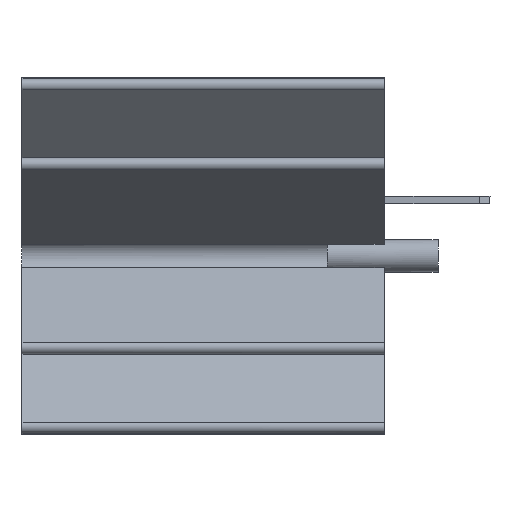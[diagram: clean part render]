
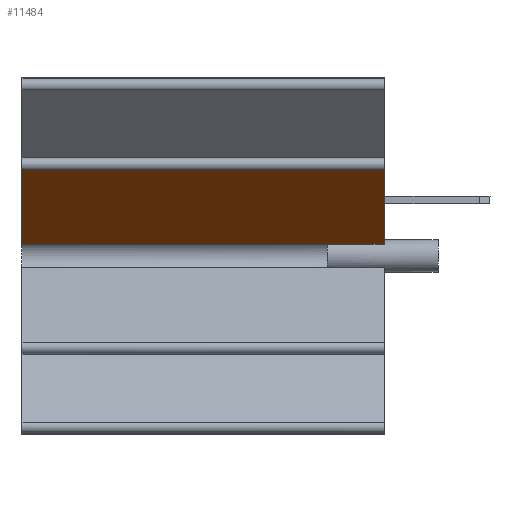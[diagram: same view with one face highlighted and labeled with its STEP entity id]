
A CAD part, left-side view. The second image highlights one B-rep face of the part: STEP entity #11484.
In plain terms, the highlighted planar face has unit normal (-0.596, 0, -0.803).
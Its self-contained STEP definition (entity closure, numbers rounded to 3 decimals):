
#164 = EDGE_CURVE('',#165,#167,#169,.T.);
#165 = VERTEX_POINT('',#166);
#166 = CARTESIAN_POINT('',(-13.48,4.,0.804));
#167 = VERTEX_POINT('',#168);
#168 = CARTESIAN_POINT('',(-13.48,25.5,0.804));
#169 = SURFACE_CURVE('',#170,(#174,#186),.PCURVE_S1.);
#170 = LINE('',#171,#172);
#171 = CARTESIAN_POINT('',(-13.48,63.5,0.804));
#172 = VECTOR('',#173,1.);
#173 = DIRECTION('',(0.,1.,0.));
#174 = PCURVE('',#175,#180);
#175 = CYLINDRICAL_SURFACE('',#176,1.132);
#176 = AXIS2_PLACEMENT_3D('',#177,#178,#179);
#177 = CARTESIAN_POINT('',(-12.682,63.5,0.));
#178 = DIRECTION('',(0.,-1.,0.));
#179 = DIRECTION('',(0.,0.,-1.));
#180 = DEFINITIONAL_REPRESENTATION('',(#181),#185);
#181 = LINE('',#182,#183);
#182 = CARTESIAN_POINT('',(3.923,0.));
#183 = VECTOR('',#184,1.);
#184 = DIRECTION('',(0.,-1.));
#185 = ( GEOMETRIC_REPRESENTATION_CONTEXT(2) 
PARAMETRIC_REPRESENTATION_CONTEXT() REPRESENTATION_CONTEXT('2D SPACE',''
  ) );
#186 = PCURVE('',#187,#192);
#187 = PLANE('',#188);
#188 = AXIS2_PLACEMENT_3D('',#189,#190,#191);
#189 = CARTESIAN_POINT('',(-20.617,63.5,6.095));
#190 = DIRECTION('',(0.595,0.,0.803));
#191 = DIRECTION('',(0.803,0.,-0.595));
#192 = DEFINITIONAL_REPRESENTATION('',(#193),#197);
#193 = LINE('',#194,#195);
#194 = CARTESIAN_POINT('',(8.884,0.));
#195 = VECTOR('',#196,1.);
#196 = DIRECTION('',(0.,1.));
#197 = ( GEOMETRIC_REPRESENTATION_CONTEXT(2) 
PARAMETRIC_REPRESENTATION_CONTEXT() REPRESENTATION_CONTEXT('2D SPACE',''
  ) );
#270 = PLANE('',#271);
#271 = AXIS2_PLACEMENT_3D('',#272,#273,#274);
#272 = CARTESIAN_POINT('',(-12.682,4.,0.));
#273 = DIRECTION('',(0.,-1.,0.));
#274 = DIRECTION('',(0.,0.,-1.));
#336 = PLANE('',#337);
#337 = AXIS2_PLACEMENT_3D('',#338,#339,#340);
#338 = CARTESIAN_POINT('',(0.,25.5,0.));
#339 = DIRECTION('',(0.,1.,0.));
#340 = DIRECTION('',(0.,0.,1.));
#1051 = PLANE('',#1052);
#1052 = AXIS2_PLACEMENT_3D('',#1053,#1054,#1055);
#1053 = CARTESIAN_POINT('',(-8.978,0.,-12.113));
#1054 = DIRECTION('',(0.,1.,0.));
#1055 = DIRECTION('',(0.,0.,1.));
#1083 = CYLINDRICAL_SURFACE('',#1084,1.15);
#1084 = AXIS2_PLACEMENT_3D('',#1085,#1086,#1087);
#1085 = CARTESIAN_POINT('',(-12.682,4.,0.));
#1086 = DIRECTION('',(0.,-1.,0.));
#1087 = DIRECTION('',(0.,0.,-1.));
#6310 = EDGE_CURVE('',#167,#6311,#6313,.T.);
#6311 = VERTEX_POINT('',#6312);
#6312 = CARTESIAN_POINT('',(-20.617,25.5,6.095));
#6313 = SURFACE_CURVE('',#6314,(#6318,#6325),.PCURVE_S1.);
#6314 = LINE('',#6315,#6316);
#6315 = CARTESIAN_POINT('',(-13.48,25.5,0.804));
#6316 = VECTOR('',#6317,1.);
#6317 = DIRECTION('',(-0.803,0.,0.595));
#6318 = PCURVE('',#336,#6319);
#6319 = DEFINITIONAL_REPRESENTATION('',(#6320),#6324);
#6320 = LINE('',#6321,#6322);
#6321 = CARTESIAN_POINT('',(0.804,-13.48));
#6322 = VECTOR('',#6323,1.);
#6323 = DIRECTION('',(0.595,-0.803));
#6324 = ( GEOMETRIC_REPRESENTATION_CONTEXT(2) 
PARAMETRIC_REPRESENTATION_CONTEXT() REPRESENTATION_CONTEXT('2D SPACE',''
  ) );
#6325 = PCURVE('',#187,#6326);
#6326 = DEFINITIONAL_REPRESENTATION('',(#6327),#6331);
#6327 = LINE('',#6328,#6329);
#6328 = CARTESIAN_POINT('',(8.884,-38.));
#6329 = VECTOR('',#6330,1.);
#6330 = DIRECTION('',(-1.,0.));
#6331 = ( GEOMETRIC_REPRESENTATION_CONTEXT(2) 
PARAMETRIC_REPRESENTATION_CONTEXT() REPRESENTATION_CONTEXT('2D SPACE',''
  ) );
#6363 = CYLINDRICAL_SURFACE('',#6364,0.453);
#6364 = AXIS2_PLACEMENT_3D('',#6365,#6366,#6367);
#6365 = CARTESIAN_POINT('',(-20.347,63.5,6.458));
#6366 = DIRECTION('',(0.,-1.,0.));
#6367 = DIRECTION('',(0.,0.,-1.));
#7245 = VERTEX_POINT('',#7246);
#7246 = CARTESIAN_POINT('',(-13.494,0.,0.815));
#8956 = VERTEX_POINT('',#8957);
#8957 = CARTESIAN_POINT('',(-20.617,0.,6.095));
#9014 = EDGE_CURVE('',#7245,#8956,#9015,.T.);
#9015 = SURFACE_CURVE('',#9016,(#9020,#9027),.PCURVE_S1.);
#9016 = LINE('',#9017,#9018);
#9017 = CARTESIAN_POINT('',(-13.494,0.,0.815));
#9018 = VECTOR('',#9019,1.);
#9019 = DIRECTION('',(-0.803,0.,0.595));
#9020 = PCURVE('',#1051,#9021);
#9021 = DEFINITIONAL_REPRESENTATION('',(#9022),#9026);
#9022 = LINE('',#9023,#9024);
#9023 = CARTESIAN_POINT('',(12.927,-4.515));
#9024 = VECTOR('',#9025,1.);
#9025 = DIRECTION('',(0.595,-0.803));
#9026 = ( GEOMETRIC_REPRESENTATION_CONTEXT(2) 
PARAMETRIC_REPRESENTATION_CONTEXT() REPRESENTATION_CONTEXT('2D SPACE',''
  ) );
#9027 = PCURVE('',#187,#9028);
#9028 = DEFINITIONAL_REPRESENTATION('',(#9029),#9033);
#9029 = LINE('',#9030,#9031);
#9030 = CARTESIAN_POINT('',(8.867,-63.5));
#9031 = VECTOR('',#9032,1.);
#9032 = DIRECTION('',(-1.,0.));
#9033 = ( GEOMETRIC_REPRESENTATION_CONTEXT(2) 
PARAMETRIC_REPRESENTATION_CONTEXT() REPRESENTATION_CONTEXT('2D SPACE',''
  ) );
#11484 = ADVANCED_FACE('',(#11485),#187,.F.);
#11485 = FACE_BOUND('',#11486,.T.);
#11486 = EDGE_LOOP('',(#11487,#11488,#11511,#11532,#11533,#11554));
#11487 = ORIENTED_EDGE('',*,*,#164,.F.);
#11488 = ORIENTED_EDGE('',*,*,#11489,.T.);
#11489 = EDGE_CURVE('',#165,#11490,#11492,.T.);
#11490 = VERTEX_POINT('',#11491);
#11491 = CARTESIAN_POINT('',(-13.494,4.,0.815));
#11492 = SURFACE_CURVE('',#11493,(#11497,#11504),.PCURVE_S1.);
#11493 = LINE('',#11494,#11495);
#11494 = CARTESIAN_POINT('',(-13.48,4.,0.804));
#11495 = VECTOR('',#11496,1.);
#11496 = DIRECTION('',(-0.803,0.,0.595));
#11497 = PCURVE('',#187,#11498);
#11498 = DEFINITIONAL_REPRESENTATION('',(#11499),#11503);
#11499 = LINE('',#11500,#11501);
#11500 = CARTESIAN_POINT('',(8.884,-59.5));
#11501 = VECTOR('',#11502,1.);
#11502 = DIRECTION('',(-1.,0.));
#11503 = ( GEOMETRIC_REPRESENTATION_CONTEXT(2) 
PARAMETRIC_REPRESENTATION_CONTEXT() REPRESENTATION_CONTEXT('2D SPACE',''
  ) );
#11504 = PCURVE('',#270,#11505);
#11505 = DEFINITIONAL_REPRESENTATION('',(#11506),#11510);
#11506 = LINE('',#11507,#11508);
#11507 = CARTESIAN_POINT('',(-0.804,-0.797));
#11508 = VECTOR('',#11509,1.);
#11509 = DIRECTION('',(-0.595,-0.803));
#11510 = ( GEOMETRIC_REPRESENTATION_CONTEXT(2) 
PARAMETRIC_REPRESENTATION_CONTEXT() REPRESENTATION_CONTEXT('2D SPACE',''
  ) );
#11511 = ORIENTED_EDGE('',*,*,#11512,.F.);
#11512 = EDGE_CURVE('',#7245,#11490,#11513,.T.);
#11513 = SURFACE_CURVE('',#11514,(#11518,#11525),.PCURVE_S1.);
#11514 = LINE('',#11515,#11516);
#11515 = CARTESIAN_POINT('',(-13.494,63.5,0.815));
#11516 = VECTOR('',#11517,1.);
#11517 = DIRECTION('',(0.,1.,0.));
#11518 = PCURVE('',#187,#11519);
#11519 = DEFINITIONAL_REPRESENTATION('',(#11520),#11524);
#11520 = LINE('',#11521,#11522);
#11521 = CARTESIAN_POINT('',(8.867,0.));
#11522 = VECTOR('',#11523,1.);
#11523 = DIRECTION('',(0.,1.));
#11524 = ( GEOMETRIC_REPRESENTATION_CONTEXT(2) 
PARAMETRIC_REPRESENTATION_CONTEXT() REPRESENTATION_CONTEXT('2D SPACE',''
  ) );
#11525 = PCURVE('',#1083,#11526);
#11526 = DEFINITIONAL_REPRESENTATION('',(#11527),#11531);
#11527 = LINE('',#11528,#11529);
#11528 = CARTESIAN_POINT('',(3.925,-59.5));
#11529 = VECTOR('',#11530,1.);
#11530 = DIRECTION('',(0.,-1.));
#11531 = ( GEOMETRIC_REPRESENTATION_CONTEXT(2) 
PARAMETRIC_REPRESENTATION_CONTEXT() REPRESENTATION_CONTEXT('2D SPACE',''
  ) );
#11532 = ORIENTED_EDGE('',*,*,#9014,.T.);
#11533 = ORIENTED_EDGE('',*,*,#11534,.F.);
#11534 = EDGE_CURVE('',#6311,#8956,#11535,.T.);
#11535 = SURFACE_CURVE('',#11536,(#11540,#11547),.PCURVE_S1.);
#11536 = LINE('',#11537,#11538);
#11537 = CARTESIAN_POINT('',(-20.617,63.5,6.095));
#11538 = VECTOR('',#11539,1.);
#11539 = DIRECTION('',(-0.,-1.,-0.));
#11540 = PCURVE('',#187,#11541);
#11541 = DEFINITIONAL_REPRESENTATION('',(#11542),#11546);
#11542 = LINE('',#11543,#11544);
#11543 = CARTESIAN_POINT('',(0.,0.));
#11544 = VECTOR('',#11545,1.);
#11545 = DIRECTION('',(0.,-1.));
#11546 = ( GEOMETRIC_REPRESENTATION_CONTEXT(2) 
PARAMETRIC_REPRESENTATION_CONTEXT() REPRESENTATION_CONTEXT('2D SPACE',''
  ) );
#11547 = PCURVE('',#6363,#11548);
#11548 = DEFINITIONAL_REPRESENTATION('',(#11549),#11553);
#11549 = LINE('',#11550,#11551);
#11550 = CARTESIAN_POINT('',(5.645,0.));
#11551 = VECTOR('',#11552,1.);
#11552 = DIRECTION('',(0.,1.));
#11553 = ( GEOMETRIC_REPRESENTATION_CONTEXT(2) 
PARAMETRIC_REPRESENTATION_CONTEXT() REPRESENTATION_CONTEXT('2D SPACE',''
  ) );
#11554 = ORIENTED_EDGE('',*,*,#6310,.F.);
